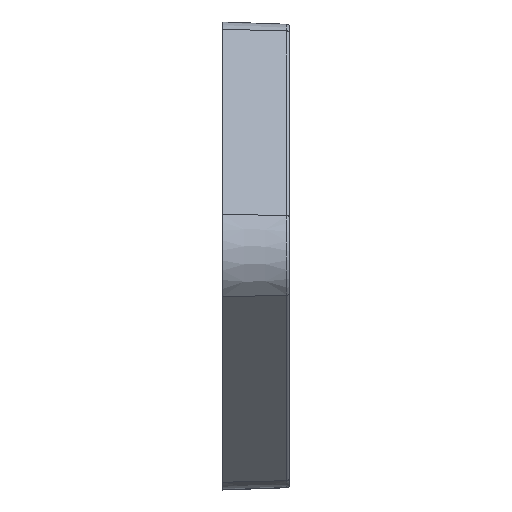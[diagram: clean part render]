
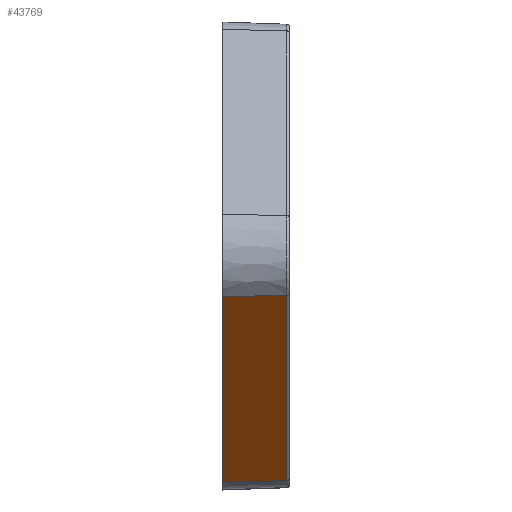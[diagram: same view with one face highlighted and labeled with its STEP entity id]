
A CAD part, top view. The second image highlights one B-rep face of the part: STEP entity #43769.
In plain terms, the highlighted planar face has unit normal (0.035, -0.707, 0.707).
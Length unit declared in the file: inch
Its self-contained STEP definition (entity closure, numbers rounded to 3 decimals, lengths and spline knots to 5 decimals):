
#477 = LINE ( 'NONE', #18379, #26812 ) ;
#1663 = CARTESIAN_POINT ( 'NONE',  ( 0.1155, -0.8416, 0.45588 ) ) ;
#2756 = LINE ( 'NONE', #34494, #11034 ) ;
#5392 = LINE ( 'NONE', #21259, #34679 ) ;
#7931 = CARTESIAN_POINT ( 'NONE',  ( -0.125, -0.15468, 1.15468 ) ) ;
#11034 = VECTOR ( 'NONE', #13454, 39.37008 ) ;
#13454 = DIRECTION ( 'NONE',  ( 0., -0.707, -0.707 ) ) ;
#14347 = EDGE_CURVE ( 'NONE', #21659, #38690, #5392, .T. ) ;
#14703 = DIRECTION ( 'NONE',  ( 0., -0.707, -0.707 ) ) ;
#15040 = EDGE_LOOP ( 'NONE', ( #15871, #22576, #45613, #42372 ) ) ;
#15871 = ORIENTED_EDGE ( 'NONE', *, *, #21267, .T. ) ;
#15934 = VERTEX_POINT ( 'NONE', #49771 ) ;
#18379 = CARTESIAN_POINT ( 'NONE',  ( -0.125, -0.84754, 0.46182 ) ) ;
#18603 = FACE_OUTER_BOUND ( 'NONE', #15040, .T. ) ;
#21182 = VECTOR ( 'NONE', #36248, 39.37008 ) ;
#21259 = CARTESIAN_POINT ( 'NONE',  ( 0.1155, -0.14874, 1.14874 ) ) ;
#21267 = EDGE_CURVE ( 'NONE', #15934, #21659, #477, .T. ) ;
#21401 = EDGE_CURVE ( 'NONE', #48698, #15934, #2756, .T. ) ;
#21516 = DIRECTION ( 'NONE',  ( 0., 0.707, 0.707 ) ) ;
#21659 = VERTEX_POINT ( 'NONE', #1663 ) ;
#21726 = CARTESIAN_POINT ( 'NONE',  ( -0.125, -0.15468, 1.15468 ) ) ;
#22576 = ORIENTED_EDGE ( 'NONE', *, *, #14347, .T. ) ;
#26812 = VECTOR ( 'NONE', #41534, 39.37008 ) ;
#28437 = EDGE_CURVE ( 'NONE', #38690, #48698, #32091, .T. ) ;
#30304 = DIRECTION ( 'NONE',  ( 0.035, -0.707, 0.707 ) ) ;
#32091 = LINE ( 'NONE', #48198, #21182 ) ;
#34279 = CARTESIAN_POINT ( 'NONE',  ( 0.1155, -0.14874, 1.14874 ) ) ;
#34494 = CARTESIAN_POINT ( 'NONE',  ( -0.125, -0.15468, 1.15468 ) ) ;
#34679 = VECTOR ( 'NONE', #21516, 39.37008 ) ;
#36248 = DIRECTION ( 'NONE',  ( -0.999, -0.025, 0.025 ) ) ;
#38690 = VERTEX_POINT ( 'NONE', #34279 ) ;
#41534 = DIRECTION ( 'NONE',  ( 0.999, 0.025, -0.025 ) ) ;
#42372 = ORIENTED_EDGE ( 'NONE', *, *, #21401, .T. ) ;
#43769 = ADVANCED_FACE ( 'NONE', ( #18603 ), #50052, .T. ) ;
#45613 = ORIENTED_EDGE ( 'NONE', *, *, #28437, .T. ) ;
#48178 = AXIS2_PLACEMENT_3D ( 'NONE', #21726, #30304, #14703 ) ;
#48198 = CARTESIAN_POINT ( 'NONE',  ( -0.125, -0.15468, 1.15468 ) ) ;
#48698 = VERTEX_POINT ( 'NONE', #7931 ) ;
#49771 = CARTESIAN_POINT ( 'NONE',  ( -0.125, -0.84754, 0.46182 ) ) ;
#50052 = PLANE ( 'NONE',  #48178 ) ;
